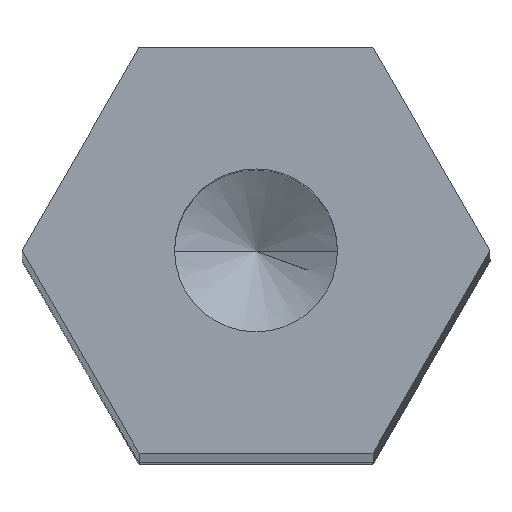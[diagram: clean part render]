
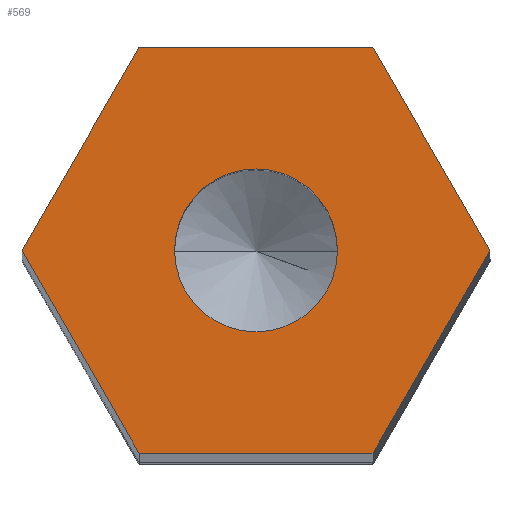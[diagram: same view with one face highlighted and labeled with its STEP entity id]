
A CAD part, top view. The second image highlights one B-rep face of the part: STEP entity #569.
In plain terms, the highlighted planar face has unit normal (0, 0, 1).
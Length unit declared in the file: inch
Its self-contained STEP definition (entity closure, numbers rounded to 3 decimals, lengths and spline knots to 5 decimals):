
#3 = CARTESIAN_POINT ( 'NONE',  ( 0., 0., 8.1881 ) ) ;
#5 = ORIENTED_EDGE ( 'NONE', *, *, #358, .T. ) ;
#12 = VERTEX_POINT ( 'NONE', #141 ) ;
#22 = EDGE_LOOP ( 'NONE', ( #777, #5, #203, #372, #799, #225 ) ) ;
#29 = LINE ( 'NONE', #734, #369 ) ;
#31 = PLANE ( 'NONE',  #932 ) ;
#38 = EDGE_CURVE ( 'NONE', #212, #532, #722, .T. ) ;
#43 = VERTEX_POINT ( 'NONE', #323 ) ;
#67 = DIRECTION ( 'NONE',  ( 0., 0., 1. ) ) ;
#71 = DIRECTION ( 'NONE',  ( -0.5, -0.866, 0. ) ) ;
#85 = DIRECTION ( 'NONE',  ( 1., 0., 0. ) ) ;
#89 = AXIS2_PLACEMENT_3D ( 'NONE', #3, #67, #85 ) ;
#119 = CARTESIAN_POINT ( 'NONE',  ( 0.14434, 0.25, 8.1881 ) ) ;
#141 = CARTESIAN_POINT ( 'NONE',  ( -0.14434, -0.25, 8.1881 ) ) ;
#149 = FACE_BOUND ( 'NONE', #370, .T. ) ;
#168 = LINE ( 'NONE', #723, #508 ) ;
#181 = DIRECTION ( 'NONE',  ( 0., 0., 1. ) ) ;
#200 = LINE ( 'NONE', #700, #775 ) ;
#203 = ORIENTED_EDGE ( 'NONE', *, *, #38, .T. ) ;
#212 = VERTEX_POINT ( 'NONE', #801 ) ;
#225 = ORIENTED_EDGE ( 'NONE', *, *, #374, .T. ) ;
#245 = VERTEX_POINT ( 'NONE', #270 ) ;
#249 = VECTOR ( 'NONE', #942, 39.37008 ) ;
#263 = DIRECTION ( 'NONE',  ( -1., 0., 0. ) ) ;
#270 = CARTESIAN_POINT ( 'NONE',  ( -0.1005, 0., 8.1881 ) ) ;
#293 = EDGE_CURVE ( 'NONE', #823, #12, #533, .T. ) ;
#294 = CARTESIAN_POINT ( 'NONE',  ( 0., 0., 8.1881 ) ) ;
#323 = CARTESIAN_POINT ( 'NONE',  ( 0.1005, 0., 8.1881 ) ) ;
#333 = CIRCLE ( 'NONE', #89, 0.1005 ) ;
#339 = VECTOR ( 'NONE', #463, 39.37008 ) ;
#352 = ORIENTED_EDGE ( 'NONE', *, *, #530, .F. ) ;
#358 = EDGE_CURVE ( 'NONE', #972, #212, #168, .T. ) ;
#361 = DIRECTION ( 'NONE',  ( 0., 0., 1. ) ) ;
#369 = VECTOR ( 'NONE', #890, 39.37008 ) ;
#370 = EDGE_LOOP ( 'NONE', ( #352, #547 ) ) ;
#372 = ORIENTED_EDGE ( 'NONE', *, *, #505, .T. ) ;
#374 = EDGE_CURVE ( 'NONE', #12, #943, #919, .T. ) ;
#397 = AXIS2_PLACEMENT_3D ( 'NONE', #294, #181, #452 ) ;
#400 = DIRECTION ( 'NONE',  ( -0.5, 0.866, 0. ) ) ;
#444 = CARTESIAN_POINT ( 'NONE',  ( 0., 0., 8.1881 ) ) ;
#452 = DIRECTION ( 'NONE',  ( 1., 0., 0. ) ) ;
#463 = DIRECTION ( 'NONE',  ( 0.5, -0.866, 0. ) ) ;
#480 = EDGE_CURVE ( 'NONE', #943, #972, #29, .T. ) ;
#493 = FACE_OUTER_BOUND ( 'NONE', #22, .T. ) ;
#496 = VECTOR ( 'NONE', #263, 39.37008 ) ;
#505 = EDGE_CURVE ( 'NONE', #532, #823, #200, .T. ) ;
#508 = VECTOR ( 'NONE', #400, 39.37008 ) ;
#530 = EDGE_CURVE ( 'NONE', #43, #245, #544, .T. ) ;
#532 = VERTEX_POINT ( 'NONE', #805 ) ;
#533 = LINE ( 'NONE', #623, #339 ) ;
#544 = CIRCLE ( 'NONE', #397, 0.1005 ) ;
#547 = ORIENTED_EDGE ( 'NONE', *, *, #965, .F. ) ;
#557 = CARTESIAN_POINT ( 'NONE',  ( -0.14434, -0.25, 8.1881 ) ) ;
#569 = ADVANCED_FACE ( 'NONE', ( #149, #493 ), #31, .T. ) ;
#623 = CARTESIAN_POINT ( 'NONE',  ( -0.28868, 0., 8.1881 ) ) ;
#700 = CARTESIAN_POINT ( 'NONE',  ( -0.14434, 0.25, 8.1881 ) ) ;
#702 = DIRECTION ( 'NONE',  ( 1., 0., 0. ) ) ;
#714 = CARTESIAN_POINT ( 'NONE',  ( -0.28868, 0., 8.1881 ) ) ;
#722 = LINE ( 'NONE', #119, #496 ) ;
#723 = CARTESIAN_POINT ( 'NONE',  ( 0.28868, 0., 8.1881 ) ) ;
#734 = CARTESIAN_POINT ( 'NONE',  ( 0.14434, -0.25, 8.1881 ) ) ;
#775 = VECTOR ( 'NONE', #71, 39.37008 ) ;
#777 = ORIENTED_EDGE ( 'NONE', *, *, #480, .T. ) ;
#799 = ORIENTED_EDGE ( 'NONE', *, *, #293, .T. ) ;
#801 = CARTESIAN_POINT ( 'NONE',  ( 0.14434, 0.25, 8.1881 ) ) ;
#805 = CARTESIAN_POINT ( 'NONE',  ( -0.14434, 0.25, 8.1881 ) ) ;
#823 = VERTEX_POINT ( 'NONE', #714 ) ;
#890 = DIRECTION ( 'NONE',  ( 0.5, 0.866, 0. ) ) ;
#912 = CARTESIAN_POINT ( 'NONE',  ( 0.14434, -0.25, 8.1881 ) ) ;
#919 = LINE ( 'NONE', #557, #249 ) ;
#932 = AXIS2_PLACEMENT_3D ( 'NONE', #444, #361, #702 ) ;
#942 = DIRECTION ( 'NONE',  ( 1., 0., 0. ) ) ;
#943 = VERTEX_POINT ( 'NONE', #912 ) ;
#947 = CARTESIAN_POINT ( 'NONE',  ( 0.28868, 0., 8.1881 ) ) ;
#965 = EDGE_CURVE ( 'NONE', #245, #43, #333, .T. ) ;
#972 = VERTEX_POINT ( 'NONE', #947 ) ;
